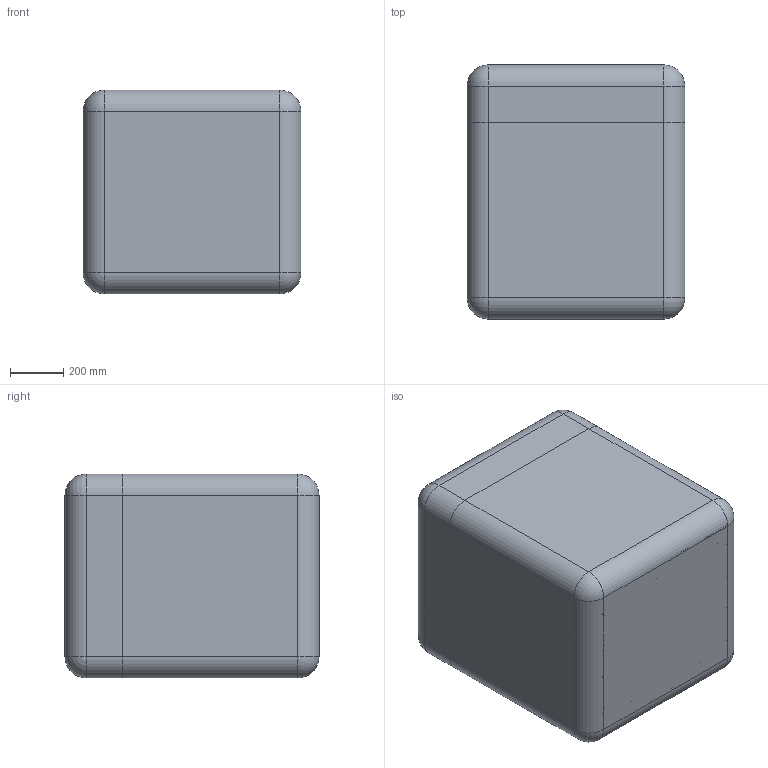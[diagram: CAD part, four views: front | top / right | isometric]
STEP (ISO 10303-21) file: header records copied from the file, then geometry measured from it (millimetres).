
FILE_DESCRIPTION (( 'STEP AP214' ), '1' );
FILE_NAME ('Êîíòåéíåð ÀÄÌÈÐÀË®ÏÐÎÔÅÑÑÈÎÍÀËÜÍÛÅ 121_óïðîùåííàÿ 3D-ìîäåëü.STEP', '2025-08-27T11:20:33', ( '' ), ( '' ), 'SwSTEP 2.0', 'SolidWorks 2021', '' );
FILE_SCHEMA (( 'AUTOMOTIVE_DESIGN' ));
Length unit declared in the file: millimetre
Products named in the file (3): Êîíòåéíåð ÀÄÌÈÐÀË®ÏÐÎÔÅÑÑÈÎÍÀËÜÍÛÅ 121_óïðîùåííàÿ 3D-ìîäåëü; Base 120; Lid 109 óïð
Assembly tree (2 placements, depth 2):
  Êîíòåéíåð ÀÄÌÈÐÀË®ÏÐÎÔÅÑÑÈÎÍÀËÜÍÛÅ 121_óïðîùåííàÿ 3D-ìîäåëü
    Base 120
    Lid 109 óïð
Bounding box: 819.73 x 956.3 x 767.23 mm (x, y, z)
Volume: 195677339.1 mm3; surface area: 8704696.3 mm2
Topology: 2 solids, 2 shells, 1442 faces, 3592 edges, 2092 vertices
Faces by surface type: cylinder 546, bspline 328, plane 320, torus 188, sphere 32, cone 28
Entity records: 69704 total; most frequent: CARTESIAN_POINT 37977, ORIENTED_EDGE 7016, DIRECTION 6390, EDGE_CURVE 3508, AXIS2_PLACEMENT_3D 2523, VERTEX_POINT 2084, EDGE_LOOP 1456, ADVANCED_FACE 1434
